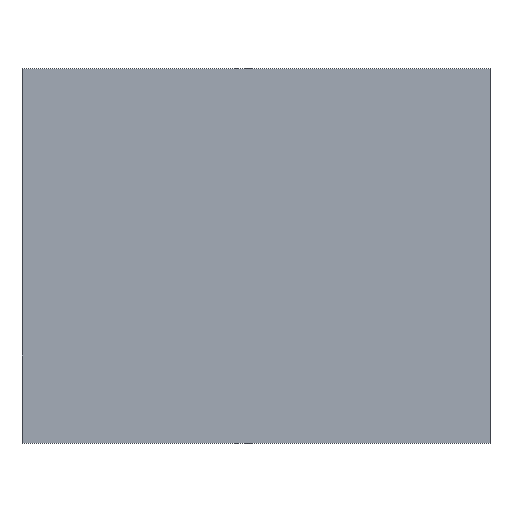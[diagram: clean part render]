
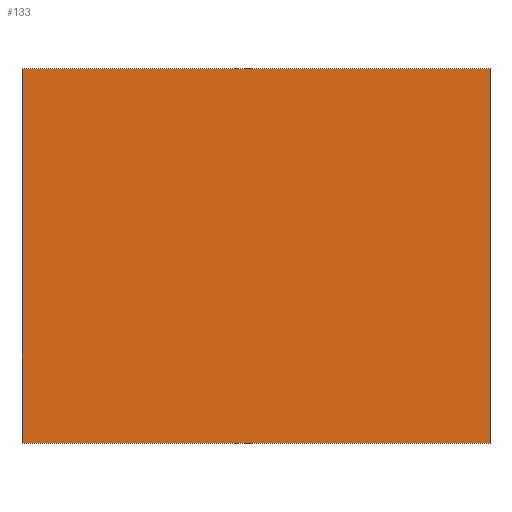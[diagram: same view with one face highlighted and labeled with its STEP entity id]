
A CAD part, top view. The second image highlights one B-rep face of the part: STEP entity #133.
In plain terms, the highlighted planar face has unit normal (0, 0, 1).
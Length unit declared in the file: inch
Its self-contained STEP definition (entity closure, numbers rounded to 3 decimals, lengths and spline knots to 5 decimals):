
#4 = CARTESIAN_POINT ( 'NONE',  ( 0.22146, 0.17717, 0.11496 ) ) ;
#14 = EDGE_CURVE ( 'NONE', #51, #236, #234, .T. ) ;
#29 = CARTESIAN_POINT ( 'NONE',  ( -0.22146, 0.17717, 0.11496 ) ) ;
#32 = AXIS2_PLACEMENT_3D ( 'NONE', #77, #58, #148 ) ;
#51 = VERTEX_POINT ( 'NONE', #174 ) ;
#58 = DIRECTION ( 'NONE',  ( 0., 0., 1. ) ) ;
#61 = CARTESIAN_POINT ( 'NONE',  ( -0.22146, -0.17717, 0.11496 ) ) ;
#68 = CARTESIAN_POINT ( 'NONE',  ( 0.22146, -0.17717, 0.11496 ) ) ;
#70 = EDGE_CURVE ( 'NONE', #189, #114, #167, .T. ) ;
#74 = CARTESIAN_POINT ( 'NONE',  ( 0.22146, 0.17717, 0.11496 ) ) ;
#77 = CARTESIAN_POINT ( 'NONE',  ( -0.22146, -0.17717, 0.11496 ) ) ;
#106 = CARTESIAN_POINT ( 'NONE',  ( 0.22146, -0.17717, 0.11496 ) ) ;
#108 = FACE_OUTER_BOUND ( 'NONE', #239, .T. ) ;
#109 = ORIENTED_EDGE ( 'NONE', *, *, #177, .T. ) ;
#114 = VERTEX_POINT ( 'NONE', #200 ) ;
#116 = PLANE ( 'NONE',  #32 ) ;
#133 = ADVANCED_FACE ( 'NONE', ( #108 ), #116, .T. ) ;
#135 = ORIENTED_EDGE ( 'NONE', *, *, #14, .T. ) ;
#138 = DIRECTION ( 'NONE',  ( 1., 0., 0. ) ) ;
#140 = DIRECTION ( 'NONE',  ( -1., 0., 0. ) ) ;
#144 = DIRECTION ( 'NONE',  ( 0., 1., 0. ) ) ;
#146 = VECTOR ( 'NONE', #138, 39.37008 ) ;
#148 = DIRECTION ( 'NONE',  ( 1., 0., 0. ) ) ;
#154 = VECTOR ( 'NONE', #140, 39.37008 ) ;
#158 = ORIENTED_EDGE ( 'NONE', *, *, #221, .T. ) ;
#166 = DIRECTION ( 'NONE',  ( 0., -1., 0. ) ) ;
#167 = LINE ( 'NONE', #74, #154 ) ;
#174 = CARTESIAN_POINT ( 'NONE',  ( -0.22146, -0.17717, 0.11496 ) ) ;
#177 = EDGE_CURVE ( 'NONE', #114, #51, #216, .T. ) ;
#178 = VECTOR ( 'NONE', #144, 39.37008 ) ;
#189 = VERTEX_POINT ( 'NONE', #4 ) ;
#200 = CARTESIAN_POINT ( 'NONE',  ( -0.22146, 0.17717, 0.11496 ) ) ;
#204 = VECTOR ( 'NONE', #166, 39.37008 ) ;
#212 = ORIENTED_EDGE ( 'NONE', *, *, #70, .T. ) ;
#216 = LINE ( 'NONE', #29, #204 ) ;
#220 = LINE ( 'NONE', #68, #178 ) ;
#221 = EDGE_CURVE ( 'NONE', #236, #189, #220, .T. ) ;
#234 = LINE ( 'NONE', #61, #146 ) ;
#236 = VERTEX_POINT ( 'NONE', #106 ) ;
#239 = EDGE_LOOP ( 'NONE', ( #109, #135, #158, #212 ) ) ;
